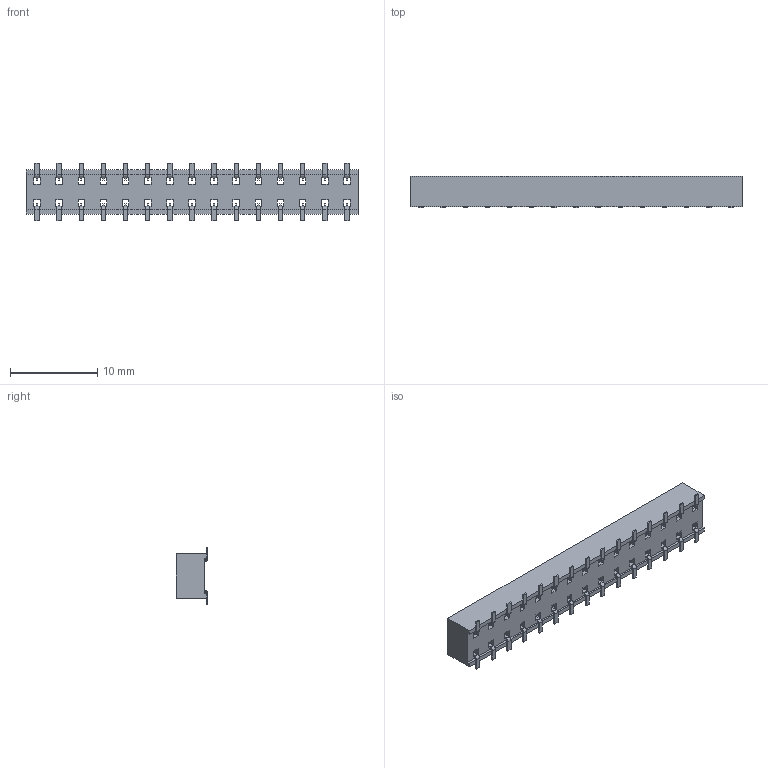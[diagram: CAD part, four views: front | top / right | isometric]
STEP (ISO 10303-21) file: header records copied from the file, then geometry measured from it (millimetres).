
FILE_DESCRIPTION(/* description */ ('STEP AP214'),/* implementation_level */ '2;1');
FILE_NAME(/* name */ 'HLE-115-02-L-DV',/* time_stamp */ '2022-11-09T12:26:13+01:00',/* author */ ('License CC BY-ND 4.0'),/* organization */ ('CADENAS'),/* preprocessor_version */ 'ST-DEVELOPER v18.102',/* originating_system */ 'PARTsolutions',/* authorisation */ ' ');
FILE_SCHEMA (('AUTOMOTIVE_DESIGN {1 0 10303 214 3 1 1}'));
Length unit declared in the file: inch
Products named in the file (3): HLE-115-02-L-DV; C-132-12-15-DV; HLE-115-02-DV_socket
Assembly tree (2 placements, depth 2):
  HLE-115-02-L-DV
    C-132-12-15-DV
    HLE-115-02-DV_socket
Bounding box: 38.1 x 3.66 x 6.58 mm (x, y, z)
Volume: 749.6 mm3; surface area: 1876.3 mm2
Topology: 2 solids, 2 shells, 862 faces, 2412 edges, 1568 vertices
Faces by surface type: plane 802, cylinder 60
Entity records: 27450 total; most frequent: CARTESIAN_POINT 4845, ORIENTED_EDGE 4824, DIRECTION 4262, EDGE_CURVE 2412, LINE 2292, VECTOR 2292, VERTEX_POINT 1568, EDGE_LOOP 1024
